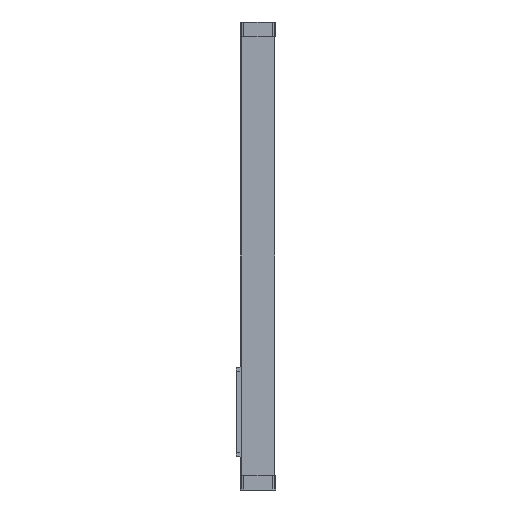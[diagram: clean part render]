
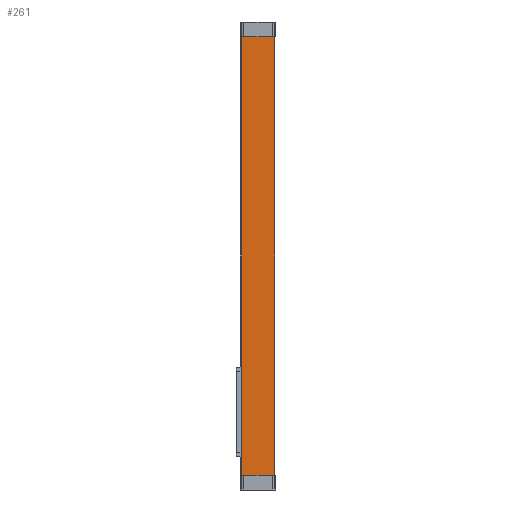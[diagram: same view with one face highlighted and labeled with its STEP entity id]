
A CAD part, left-side view. The second image highlights one B-rep face of the part: STEP entity #261.
In plain terms, the highlighted planar face has unit normal (-1, 0, 0).
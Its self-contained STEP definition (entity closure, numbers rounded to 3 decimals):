
#261 = ADVANCED_FACE( '', ( #617 ), #618, .F. );
#617 = FACE_OUTER_BOUND( '', #1204, .T. );
#618 = PLANE( '', #1205 );
#1204 = EDGE_LOOP( '', ( #2380, #2381, #2382, #2383, #2384, #2385, #2386, #2387 ) );
#1205 = AXIS2_PLACEMENT_3D( '', #2388, #2389, #2390 );
#2380 = ORIENTED_EDGE( '', *, *, #3325, .T. );
#2381 = ORIENTED_EDGE( '', *, *, #3425, .T. );
#2382 = ORIENTED_EDGE( '', *, *, #3232, .T. );
#2383 = ORIENTED_EDGE( '', *, *, #3479, .F. );
#2384 = ORIENTED_EDGE( '', *, *, #3321, .F. );
#2385 = ORIENTED_EDGE( '', *, *, #3332, .F. );
#2386 = ORIENTED_EDGE( '', *, *, #3473, .F. );
#2387 = ORIENTED_EDGE( '', *, *, #3328, .T. );
#2388 = CARTESIAN_POINT( '', ( -38.5, 38., 492. ) );
#2389 = DIRECTION( '', ( 1., 0., 0. ) );
#2390 = DIRECTION( '', ( 0., 0., -1. ) );
#3232 = EDGE_CURVE( '', #3721, #3722, #3723, .T. );
#3321 = EDGE_CURVE( '', #3855, #3875, #3876, .T. );
#3325 = EDGE_CURVE( '', #3879, #3881, #3883, .T. );
#3328 = EDGE_CURVE( '', #3887, #3879, #3888, .T. );
#3332 = EDGE_CURVE( '', #3748, #3855, #3893, .T. );
#3425 = EDGE_CURVE( '', #3881, #3721, #4048, .T. );
#3473 = EDGE_CURVE( '', #3887, #3748, #4125, .T. );
#3479 = EDGE_CURVE( '', #3875, #3722, #4133, .T. );
#3721 = VERTEX_POINT( '', #4543 );
#3722 = VERTEX_POINT( '', #4544 );
#3723 = LINE( '', #4545, #4546 );
#3748 = VERTEX_POINT( '', #4581 );
#3855 = VERTEX_POINT( '', #4736 );
#3875 = VERTEX_POINT( '', #4765 );
#3876 = LINE( '', #4766, #4767 );
#3879 = VERTEX_POINT( '', #4771 );
#3881 = VERTEX_POINT( '', #4774 );
#3883 = LINE( '', #4776, #4777 );
#3887 = VERTEX_POINT( '', #4783 );
#3888 = LINE( '', #4784, #4785 );
#3893 = LINE( '', #4793, #4794 );
#4048 = LINE( '', #5015, #5016 );
#4125 = LINE( '', #5126, #5127 );
#4133 = LINE( '', #5140, #5141 );
#4543 = CARTESIAN_POINT( '', ( -38.5, -37.806, -492. ) );
#4544 = CARTESIAN_POINT( '', ( -38.5, -38., -492. ) );
#4545 = CARTESIAN_POINT( '', ( -38.5, 38., -492. ) );
#4546 = VECTOR( '', #5534, 1000. );
#4581 = CARTESIAN_POINT( '', ( -38.5, 37.806, 492. ) );
#4736 = CARTESIAN_POINT( '', ( -38.5, -37.806, 492. ) );
#4765 = CARTESIAN_POINT( '', ( -38.5, -38., 492. ) );
#4766 = CARTESIAN_POINT( '', ( -38.5, 38., 492. ) );
#4767 = VECTOR( '', #5665, 1000. );
#4771 = CARTESIAN_POINT( '', ( -38.5, 38., -492. ) );
#4774 = CARTESIAN_POINT( '', ( -38.5, 37.806, -492. ) );
#4776 = CARTESIAN_POINT( '', ( -38.5, 38., -492. ) );
#4777 = VECTOR( '', #5671, 1000. );
#4783 = CARTESIAN_POINT( '', ( -38.5, 38., 492. ) );
#4784 = CARTESIAN_POINT( '', ( -38.5, 38., 492. ) );
#4785 = VECTOR( '', #5674, 1000. );
#4793 = CARTESIAN_POINT( '', ( -38.5, 38., 492. ) );
#4794 = VECTOR( '', #5678, 1000. );
#5015 = CARTESIAN_POINT( '', ( -38.5, 38., -492. ) );
#5016 = VECTOR( '', #5823, 1000. );
#5126 = CARTESIAN_POINT( '', ( -38.5, 38., 492. ) );
#5127 = VECTOR( '', #5899, 1000. );
#5140 = CARTESIAN_POINT( '', ( -38.5, -38., 492. ) );
#5141 = VECTOR( '', #5905, 1000. );
#5534 = DIRECTION( '', ( 0., -1., 0. ) );
#5665 = DIRECTION( '', ( 0., -1., 0. ) );
#5671 = DIRECTION( '', ( 0., -1., 0. ) );
#5674 = DIRECTION( '', ( 0., 0., -1. ) );
#5678 = DIRECTION( '', ( 0., -1., 0. ) );
#5823 = DIRECTION( '', ( 0., -1., 0. ) );
#5899 = DIRECTION( '', ( 0., -1., 0. ) );
#5905 = DIRECTION( '', ( 0., 0., -1. ) );
